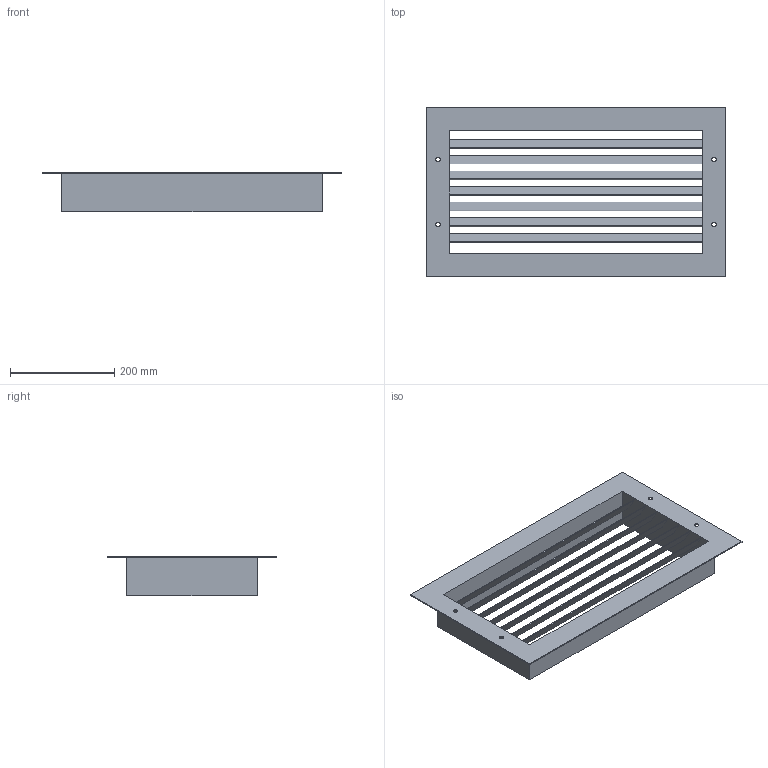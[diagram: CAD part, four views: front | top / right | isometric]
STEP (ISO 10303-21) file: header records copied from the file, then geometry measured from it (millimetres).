
FILE_DESCRIPTION (( 'STEP AP214' ), '1' );
FILE_NAME ('LZP22.STEP', '2022-10-12T16:20:40', ( '' ), ( '' ), 'SwSTEP 2.0', 'SolidWorks 2017', '' );
FILE_SCHEMA (( 'AUTOMOTIVE_DESIGN' ));
Length unit declared in the file: millimetre
Products named in the file (1): LZP22
Bounding box: 575 x 325 x 75 mm (x, y, z)
Volume: 1108956.1 mm3; surface area: 585711.6 mm2
Topology: 1 solids, 1 shells, 58 faces, 165 edges, 110 vertices
Faces by surface type: cylinder 29, plane 29
Entity records: 1989 total; most frequent: DIRECTION 341, CARTESIAN_POINT 334, ORIENTED_EDGE 330, EDGE_CURVE 165, AXIS2_PLACEMENT_3D 117, VERTEX_POINT 110, VECTOR 107, LINE 107
